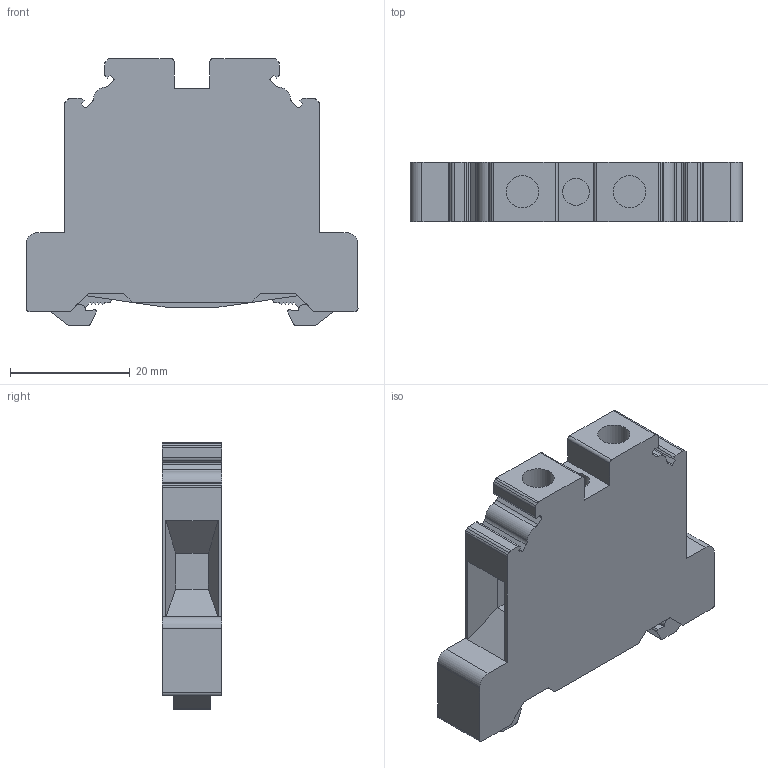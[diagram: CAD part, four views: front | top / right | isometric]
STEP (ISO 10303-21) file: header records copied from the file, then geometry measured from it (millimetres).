
FILE_DESCRIPTION( ( 'Unknown' ), '1' );
FILE_NAME( 'CGT10N.stp', 'Unknown', ( 'Unknown' ), ( 'Unknown' ), 'PSStep 14.0', 'Unknown', ' ' );
FILE_SCHEMA( ( 'AUTOMOTIVE_DESIGN { 1 0 10303 214 1 1 1 1 }' ) );
Length unit declared in the file: millimetre
Products named in the file (1): 1
Bounding box: 55.5 x 9.9 x 44.62 mm (x, y, z)
Volume: 16364.3 mm3; surface area: 6557.4 mm2
Topology: 1 solids, 1 shells, 185 faces, 526 edges, 347 vertices
Faces by surface type: plane 126, cylinder 59
Full cylindrical faces by diameter (mm): 4.5 x1, 5.4 x2
Entity records: 7470 total; most frequent: CARTESIAN_POINT 1054, ORIENTED_EDGE 1044, DIRECTION 1020, EDGE_CURVE 522, LINE 396, VECTOR 396, VERTEX_POINT 346, AXIS2_PLACEMENT_3D 312
